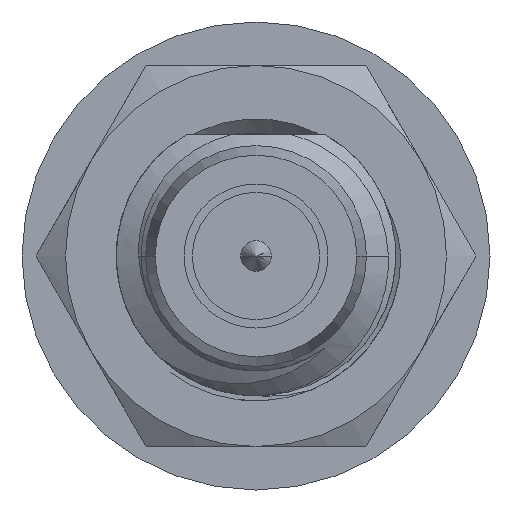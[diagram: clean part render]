
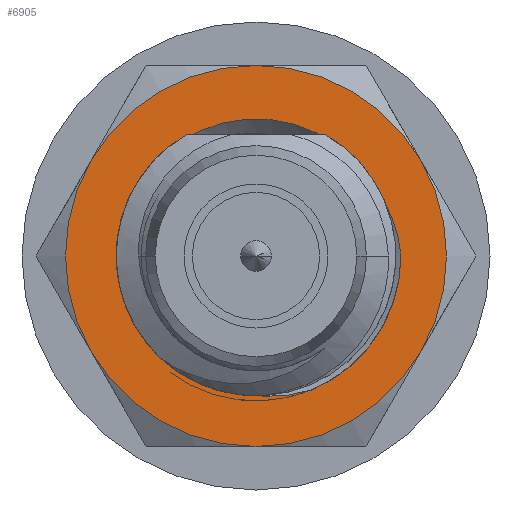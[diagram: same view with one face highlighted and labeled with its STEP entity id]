
A CAD part, left-side view. The second image highlights one B-rep face of the part: STEP entity #6905.
In plain terms, the highlighted planar face has unit normal (-1, 0, 0).
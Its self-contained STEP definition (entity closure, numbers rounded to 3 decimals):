
#1680=CARTESIAN_POINT('',(7.2,0.,0.));
#1681=DIRECTION('',(-1.,0.,0.));
#1682=DIRECTION('',(0.,-0.866,0.5));
#1683=AXIS2_PLACEMENT_3D('',#1680,#1681,#1682);
#1685=CARTESIAN_POINT('',(7.2,0.,0.));
#1686=DIRECTION('',(-1.,0.,0.));
#1687=DIRECTION('',(0.,-0.866,-0.5));
#1688=AXIS2_PLACEMENT_3D('',#1685,#1686,#1687);
#1690=CARTESIAN_POINT('',(7.2,0.,0.));
#1691=DIRECTION('',(-1.,0.,0.));
#1692=DIRECTION('',(0.,0.,-1.));
#1693=AXIS2_PLACEMENT_3D('',#1690,#1691,#1692);
#1695=CARTESIAN_POINT('',(7.2,0.,0.));
#1696=DIRECTION('',(-1.,0.,0.));
#1697=DIRECTION('',(0.,0.866,-0.5));
#1698=AXIS2_PLACEMENT_3D('',#1695,#1696,#1697);
#1700=CARTESIAN_POINT('',(7.2,0.,0.));
#1701=DIRECTION('',(-1.,0.,0.));
#1702=DIRECTION('',(0.,0.866,0.5));
#1703=AXIS2_PLACEMENT_3D('',#1700,#1701,#1702);
#1705=CARTESIAN_POINT('',(7.2,0.,0.));
#1706=DIRECTION('',(-1.,0.,0.));
#1707=DIRECTION('',(0.,0.,1.));
#1708=AXIS2_PLACEMENT_3D('',#1705,#1706,#1707);
#1710=CARTESIAN_POINT('',(7.2,-0.918,-2.234));
#1711=CARTESIAN_POINT('',(7.2,-0.842,-2.257));
#1712=CARTESIAN_POINT('',(7.2,-0.688,-2.296));
#1713=CARTESIAN_POINT('',(7.2,-0.455,-2.332));
#1714=CARTESIAN_POINT('',(7.2,-0.22,-2.344));
#1715=CARTESIAN_POINT('',(7.2,0.013,-2.332));
#1716=CARTESIAN_POINT('',(7.2,0.242,-2.298));
#1717=CARTESIAN_POINT('',(7.2,0.39,-2.26));
#1718=CARTESIAN_POINT('',(7.2,0.463,-2.238));
#1720=CARTESIAN_POINT('',(7.2,-2.415,0.016));
#1721=CARTESIAN_POINT('',(7.2,-2.415,-0.064));
#1722=CARTESIAN_POINT('',(7.2,-2.409,-0.223));
#1723=CARTESIAN_POINT('',(7.2,-2.375,-0.46));
#1724=CARTESIAN_POINT('',(7.2,-2.318,-0.692));
#1725=CARTESIAN_POINT('',(7.2,-2.238,-0.918));
#1726=CARTESIAN_POINT('',(7.2,-2.136,-1.135));
#1727=CARTESIAN_POINT('',(7.2,-2.014,-1.34));
#1728=CARTESIAN_POINT('',(7.2,-1.872,-1.532));
#1729=CARTESIAN_POINT('',(7.2,-1.711,-1.71));
#1730=CARTESIAN_POINT('',(7.2,-1.534,-1.87));
#1731=CARTESIAN_POINT('',(7.2,-1.342,-2.013));
#1732=CARTESIAN_POINT('',(7.2,-1.136,-2.136));
#1733=CARTESIAN_POINT('',(7.2,-0.992,-2.203));
#1734=CARTESIAN_POINT('',(7.2,-0.918,-2.234));
#1736=CARTESIAN_POINT('',(7.2,-1.885,1.292));
#1737=CARTESIAN_POINT('',(7.2,-1.934,1.233));
#1738=CARTESIAN_POINT('',(7.2,-2.026,1.111));
#1739=CARTESIAN_POINT('',(7.2,-2.146,0.913));
#1740=CARTESIAN_POINT('',(7.2,-2.247,0.702));
#1741=CARTESIAN_POINT('',(7.2,-2.326,0.481));
#1742=CARTESIAN_POINT('',(7.2,-2.384,0.252));
#1743=CARTESIAN_POINT('',(7.2,-2.407,0.095));
#1744=CARTESIAN_POINT('',(7.2,-2.415,0.016));
#1746=CARTESIAN_POINT('',(7.2,0.,0.));
#1747=DIRECTION('',(-1.,0.,0.));
#1748=DIRECTION('',(0.,0.995,0.099));
#1749=AXIS2_PLACEMENT_3D('',#1746,#1747,#1748);
#1825=CARTESIAN_POINT('',(7.2,2.319,0.23));
#1826=CARTESIAN_POINT('',(7.2,2.303,0.309));
#1827=CARTESIAN_POINT('',(7.2,2.265,0.464));
#1828=CARTESIAN_POINT('',(7.2,2.211,0.612));
#1829=CARTESIAN_POINT('',(7.2,2.18,0.685));
#2080=CARTESIAN_POINT('',(7.2,0.,0.));
#2081=DIRECTION('',(1.,0.,0.));
#2082=DIRECTION('',(0.,0.954,0.3));
#2083=AXIS2_PLACEMENT_3D('',#2080,#2081,#2082);
#3324=CARTESIAN_POINT('',(7.2,1.434,-1.779));
#3325=CARTESIAN_POINT('',(7.2,1.501,-1.735));
#3326=CARTESIAN_POINT('',(7.2,1.628,-1.641));
#3327=CARTESIAN_POINT('',(7.2,1.746,-1.534));
#3328=CARTESIAN_POINT('',(7.2,1.802,-1.477));
#3712=CARTESIAN_POINT('',(7.2,0.,0.));
#3713=DIRECTION('',(1.,0.,0.));
#3714=DIRECTION('',(0.,0.203,-0.979));
#3715=AXIS2_PLACEMENT_3D('',#3712,#3713,#3714);
#4420=CARTESIAN_POINT('',(7.2,-2.75,1.588));
#4421=CARTESIAN_POINT('',(7.2,0.,3.175));
#4422=VERTEX_POINT('',#4420);
#4423=VERTEX_POINT('',#4421);
#4424=CARTESIAN_POINT('',(7.2,-2.75,-1.587));
#4425=VERTEX_POINT('',#4424);
#4426=CARTESIAN_POINT('',(7.2,0.,-3.175));
#4427=VERTEX_POINT('',#4426);
#4428=CARTESIAN_POINT('',(7.2,2.75,-1.588));
#4429=VERTEX_POINT('',#4428);
#4430=CARTESIAN_POINT('',(7.2,2.75,1.587));
#4431=VERTEX_POINT('',#4430);
#4454=VERTEX_POINT('',#1736);
#4455=VERTEX_POINT('',#1744);
#4456=VERTEX_POINT('',#1734);
#4457=VERTEX_POINT('',#1718);
#4462=CARTESIAN_POINT('',(7.2,2.319,0.23));
#4463=CARTESIAN_POINT('',(7.2,1.802,-1.477));
#4464=VERTEX_POINT('',#4462);
#4465=VERTEX_POINT('',#4463);
#4480=VERTEX_POINT('',#3324);
#4482=VERTEX_POINT('',#1829);
#6869=CARTESIAN_POINT('',(7.2,0.,0.));
#6870=DIRECTION('',(1.,0.,0.));
#6871=DIRECTION('',(0.,0.,1.));
#6872=AXIS2_PLACEMENT_3D('',#6869,#6870,#6871);
#6873=PLANE('',#6872);
#6874=ORIENTED_EDGE('',*,*,#6864,.F.);
#6876=ORIENTED_EDGE('',*,*,#6875,.F.);
#6878=ORIENTED_EDGE('',*,*,#6877,.F.);
#6880=ORIENTED_EDGE('',*,*,#6879,.F.);
#6882=ORIENTED_EDGE('',*,*,#6881,.F.);
#6884=ORIENTED_EDGE('',*,*,#6883,.F.);
#6885=EDGE_LOOP('',(#6874,#6876,#6878,#6880,#6882,#6884));
#6886=FACE_OUTER_BOUND('',#6885,.F.);
#6888=ORIENTED_EDGE('',*,*,#6887,.T.);
#6890=ORIENTED_EDGE('',*,*,#6889,.F.);
#6892=ORIENTED_EDGE('',*,*,#6891,.F.);
#6894=ORIENTED_EDGE('',*,*,#6893,.F.);
#6896=ORIENTED_EDGE('',*,*,#6895,.F.);
#6898=ORIENTED_EDGE('',*,*,#6897,.F.);
#6900=ORIENTED_EDGE('',*,*,#6899,.F.);
#6902=ORIENTED_EDGE('',*,*,#6901,.F.);
#6903=EDGE_LOOP('',(#6888,#6890,#6892,#6894,#6896,#6898,#6900,#6902));
#6904=FACE_BOUND('',#6903,.F.);
#6905=ADVANCED_FACE('',(#6886,#6904),#6873,.F.);
#1684=CIRCLE('',#1683,3.175);
#1689=CIRCLE('',#1688,3.175);
#1694=CIRCLE('',#1693,3.175);
#1699=CIRCLE('',#1698,3.175);
#1704=CIRCLE('',#1703,3.175);
#1709=CIRCLE('',#1708,3.175);
#1719=B_SPLINE_CURVE_WITH_KNOTS('',3,(#1710,#1711,#1712,#1713,#1714,#1715,#1716,
#1717,#1718),.UNSPECIFIED.,.F.,.F.,(4,1,1,1,1,1,4),(0.,0.167,
0.333,0.5,0.667,0.833,1.),
.UNSPECIFIED.);
#1735=B_SPLINE_CURVE_WITH_KNOTS('',3,(#1720,#1721,#1722,#1723,#1724,#1725,#1726,
#1727,#1728,#1729,#1730,#1731,#1732,#1733,#1734),.UNSPECIFIED.,.F.,.F.,(4,1,1,1,
1,1,1,1,1,1,1,1,4),(0.,0.083,0.167,0.25,
0.333,0.417,0.5,0.583,0.667,
0.75,0.833,0.917,1.),.UNSPECIFIED.);
#1745=B_SPLINE_CURVE_WITH_KNOTS('',3,(#1736,#1737,#1738,#1739,#1740,#1741,#1742,
#1743,#1744),.UNSPECIFIED.,.F.,.F.,(4,1,1,1,1,1,4),(0.,0.167,
0.333,0.5,0.667,0.833,1.),
.UNSPECIFIED.);
#1750=CIRCLE('',#1749,2.33);
#1830=B_SPLINE_CURVE_WITH_KNOTS('',3,(#1825,#1826,#1827,#1828,#1829),
.UNSPECIFIED.,.F.,.F.,(4,1,4),(0.,0.5,1.),.UNSPECIFIED.);
#2084=CIRCLE('',#2083,2.285);
#3329=B_SPLINE_CURVE_WITH_KNOTS('',3,(#3324,#3325,#3326,#3327,#3328),
.UNSPECIFIED.,.F.,.F.,(4,1,4),(0.,0.5,1.),.UNSPECIFIED.);
#3716=CIRCLE('',#3715,2.285);
#6864=EDGE_CURVE('',#4422,#4423,#1684,.T.);
#6875=EDGE_CURVE('',#4425,#4422,#1689,.T.);
#6877=EDGE_CURVE('',#4427,#4425,#1694,.T.);
#6879=EDGE_CURVE('',#4429,#4427,#1699,.T.);
#6881=EDGE_CURVE('',#4431,#4429,#1704,.T.);
#6883=EDGE_CURVE('',#4423,#4431,#1709,.T.);
#6887=EDGE_CURVE('',#4464,#4465,#1750,.T.);
#6889=EDGE_CURVE('',#4480,#4465,#3329,.T.);
#6891=EDGE_CURVE('',#4457,#4480,#3716,.T.);
#6893=EDGE_CURVE('',#4456,#4457,#1719,.T.);
#6895=EDGE_CURVE('',#4455,#4456,#1735,.T.);
#6897=EDGE_CURVE('',#4454,#4455,#1745,.T.);
#6899=EDGE_CURVE('',#4482,#4454,#2084,.T.);
#6901=EDGE_CURVE('',#4464,#4482,#1830,.T.);
